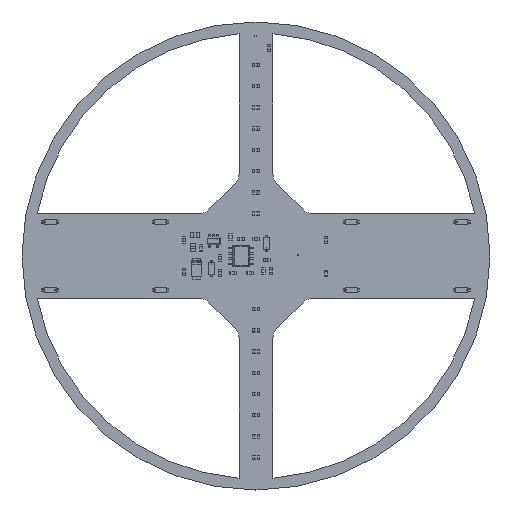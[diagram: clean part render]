
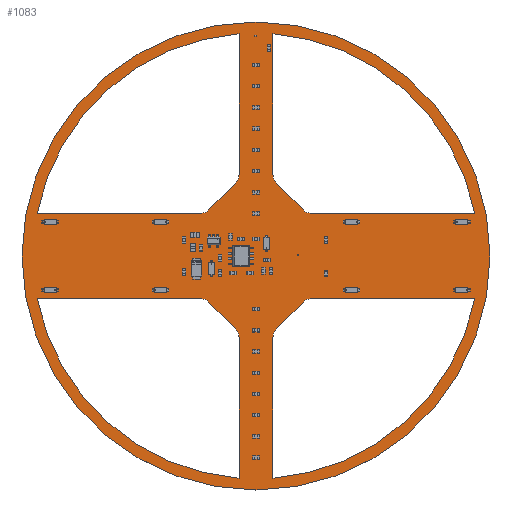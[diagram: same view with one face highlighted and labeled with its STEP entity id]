
A CAD part, top view. The second image highlights one B-rep face of the part: STEP entity #1083.
In plain terms, the highlighted planar face has unit normal (0, 0, 1).
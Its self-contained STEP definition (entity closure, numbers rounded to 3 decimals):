
#248 = VERTEX_POINT('',#249);
#249 = CARTESIAN_POINT('',(55.127,0.,0.411));
#255 = EDGE_CURVE('',#248,#248,#256,.T.);
#256 = CIRCLE('',#257,55.127);
#257 = AXIS2_PLACEMENT_3D('',#258,#259,#260);
#258 = CARTESIAN_POINT('',(0.,0.,0.411));
#259 = DIRECTION('',(0.,0.,1.));
#260 = DIRECTION('',(1.,0.,0.));
#281 = VERTEX_POINT('',#282);
#282 = CARTESIAN_POINT('',(-51.539,-10.,0.411));
#288 = EDGE_CURVE('',#281,#289,#291,.T.);
#289 = VERTEX_POINT('',#290);
#290 = CARTESIAN_POINT('',(-4.,-52.347,0.411));
#291 = CIRCLE('',#292,52.499);
#292 = AXIS2_PLACEMENT_3D('',#293,#294,#295);
#293 = CARTESIAN_POINT('',(-0.001,-0.001,
    0.411));
#294 = DIRECTION('',(0.,0.,1.));
#295 = DIRECTION('',(-0.982,-0.19,0.));
#321 = EDGE_CURVE('',#289,#322,#324,.T.);
#322 = VERTEX_POINT('',#323);
#323 = CARTESIAN_POINT('',(-4.,-19.27,0.411));
#324 = LINE('',#325,#326);
#325 = CARTESIAN_POINT('',(-4.,-52.347,0.411));
#326 = VECTOR('',#327,1.);
#327 = DIRECTION('',(0.,1.,0.));
#352 = EDGE_CURVE('',#322,#353,#355,.T.);
#353 = VERTEX_POINT('',#354);
#354 = CARTESIAN_POINT('',(-4.898,-17.102,0.411));
#355 = CIRCLE('',#356,3.063);
#356 = AXIS2_PLACEMENT_3D('',#357,#358,#359);
#357 = CARTESIAN_POINT('',(-7.063,-19.269,0.411));
#358 = DIRECTION('',(0.,0.,1.));
#359 = DIRECTION('',(1.,0.,0.));
#385 = EDGE_CURVE('',#353,#386,#388,.T.);
#386 = VERTEX_POINT('',#387);
#387 = CARTESIAN_POINT('',(-11.102,-10.898,0.411));
#388 = LINE('',#389,#390);
#389 = CARTESIAN_POINT('',(-4.898,-17.102,0.411));
#390 = VECTOR('',#391,1.);
#391 = DIRECTION('',(-0.707,0.707,0.));
#416 = EDGE_CURVE('',#386,#417,#419,.T.);
#417 = VERTEX_POINT('',#418);
#418 = CARTESIAN_POINT('',(-13.27,-10.,0.411));
#419 = CIRCLE('',#420,3.063);
#420 = AXIS2_PLACEMENT_3D('',#421,#422,#423);
#421 = CARTESIAN_POINT('',(-13.269,-13.063,0.411));
#422 = DIRECTION('',(0.,0.,1.));
#423 = DIRECTION('',(0.707,0.707,0.));
#449 = EDGE_CURVE('',#417,#281,#450,.T.);
#450 = LINE('',#451,#452);
#451 = CARTESIAN_POINT('',(-13.27,-10.,0.411));
#452 = VECTOR('',#453,1.);
#453 = DIRECTION('',(-1.,0.,0.));
#473 = VERTEX_POINT('',#474);
#474 = CARTESIAN_POINT('',(-51.539,10.,0.411));
#480 = EDGE_CURVE('',#473,#481,#483,.T.);
#481 = VERTEX_POINT('',#482);
#482 = CARTESIAN_POINT('',(-13.27,10.,0.411));
#483 = LINE('',#484,#485);
#484 = CARTESIAN_POINT('',(-51.539,10.,0.411));
#485 = VECTOR('',#486,1.);
#486 = DIRECTION('',(1.,0.,0.));
#511 = EDGE_CURVE('',#481,#512,#514,.T.);
#512 = VERTEX_POINT('',#513);
#513 = CARTESIAN_POINT('',(-11.102,10.898,0.411));
#514 = CIRCLE('',#515,3.063);
#515 = AXIS2_PLACEMENT_3D('',#516,#517,#518);
#516 = CARTESIAN_POINT('',(-13.269,13.063,0.411));
#517 = DIRECTION('',(0.,0.,1.));
#518 = DIRECTION('',(0.,-1.,0.));
#544 = EDGE_CURVE('',#512,#545,#547,.T.);
#545 = VERTEX_POINT('',#546);
#546 = CARTESIAN_POINT('',(-4.898,17.102,0.411));
#547 = LINE('',#548,#549);
#548 = CARTESIAN_POINT('',(-11.102,10.898,0.411));
#549 = VECTOR('',#550,1.);
#550 = DIRECTION('',(0.707,0.707,0.));
#575 = EDGE_CURVE('',#545,#576,#578,.T.);
#576 = VERTEX_POINT('',#577);
#577 = CARTESIAN_POINT('',(-4.,19.27,0.411));
#578 = CIRCLE('',#579,3.063);
#579 = AXIS2_PLACEMENT_3D('',#580,#581,#582);
#580 = CARTESIAN_POINT('',(-7.063,19.269,0.411));
#581 = DIRECTION('',(0.,0.,1.));
#582 = DIRECTION('',(0.707,-0.707,0.));
#608 = EDGE_CURVE('',#576,#609,#611,.T.);
#609 = VERTEX_POINT('',#610);
#610 = CARTESIAN_POINT('',(-4.,52.347,0.411));
#611 = LINE('',#612,#613);
#612 = CARTESIAN_POINT('',(-4.,19.27,0.411));
#613 = VECTOR('',#614,1.);
#614 = DIRECTION('',(0.,1.,0.));
#639 = EDGE_CURVE('',#609,#473,#640,.T.);
#640 = CIRCLE('',#641,52.499);
#641 = AXIS2_PLACEMENT_3D('',#642,#643,#644);
#642 = CARTESIAN_POINT('',(-0.001,0.001,
    0.411));
#643 = DIRECTION('',(0.,0.,1.));
#644 = DIRECTION('',(-0.076,0.997,0.));
#665 = VERTEX_POINT('',#666);
#666 = CARTESIAN_POINT('',(51.539,-10.,0.411));
#672 = EDGE_CURVE('',#665,#673,#675,.T.);
#673 = VERTEX_POINT('',#674);
#674 = CARTESIAN_POINT('',(4.,-52.347,0.411));
#675 = CIRCLE('',#676,52.499);
#676 = AXIS2_PLACEMENT_3D('',#677,#678,#679);
#677 = CARTESIAN_POINT('',(0.001,-0.001,
    0.411));
#678 = DIRECTION('',(0.,0.,-1.));
#679 = DIRECTION('',(0.982,-0.19,0.));
#707 = VERTEX_POINT('',#708);
#708 = CARTESIAN_POINT('',(13.27,-10.,0.411));
#714 = EDGE_CURVE('',#707,#665,#715,.T.);
#715 = LINE('',#716,#717);
#716 = CARTESIAN_POINT('',(13.27,-10.,0.411));
#717 = VECTOR('',#718,1.);
#718 = DIRECTION('',(1.,0.,0.));
#738 = VERTEX_POINT('',#739);
#739 = CARTESIAN_POINT('',(11.102,-10.898,0.411));
#745 = EDGE_CURVE('',#738,#707,#746,.T.);
#746 = CIRCLE('',#747,3.063);
#747 = AXIS2_PLACEMENT_3D('',#748,#749,#750);
#748 = CARTESIAN_POINT('',(13.269,-13.063,0.411));
#749 = DIRECTION('',(0.,0.,-1.));
#750 = DIRECTION('',(-0.707,0.707,0.));
#771 = VERTEX_POINT('',#772);
#772 = CARTESIAN_POINT('',(4.898,-17.102,0.411));
#778 = EDGE_CURVE('',#771,#738,#779,.T.);
#779 = LINE('',#780,#781);
#780 = CARTESIAN_POINT('',(4.898,-17.102,0.411));
#781 = VECTOR('',#782,1.);
#782 = DIRECTION('',(0.707,0.707,0.));
#802 = VERTEX_POINT('',#803);
#803 = CARTESIAN_POINT('',(4.,-19.27,0.411));
#809 = EDGE_CURVE('',#802,#771,#810,.T.);
#810 = CIRCLE('',#811,3.063);
#811 = AXIS2_PLACEMENT_3D('',#812,#813,#814);
#812 = CARTESIAN_POINT('',(7.063,-19.269,0.411));
#813 = DIRECTION('',(0.,0.,-1.));
#814 = DIRECTION('',(-1.,0.,0.));
#833 = EDGE_CURVE('',#673,#802,#834,.T.);
#834 = LINE('',#835,#836);
#835 = CARTESIAN_POINT('',(4.,-52.347,0.411));
#836 = VECTOR('',#837,1.);
#837 = DIRECTION('',(0.,1.,0.));
#857 = VERTEX_POINT('',#858);
#858 = CARTESIAN_POINT('',(4.,19.27,0.411));
#864 = EDGE_CURVE('',#857,#865,#867,.T.);
#865 = VERTEX_POINT('',#866);
#866 = CARTESIAN_POINT('',(4.,52.347,0.411));
#867 = LINE('',#868,#869);
#868 = CARTESIAN_POINT('',(4.,19.27,0.411));
#869 = VECTOR('',#870,1.);
#870 = DIRECTION('',(0.,1.,0.));
#897 = VERTEX_POINT('',#898);
#898 = CARTESIAN_POINT('',(4.898,17.102,0.411));
#904 = EDGE_CURVE('',#897,#857,#905,.T.);
#905 = CIRCLE('',#906,3.063);
#906 = AXIS2_PLACEMENT_3D('',#907,#908,#909);
#907 = CARTESIAN_POINT('',(7.063,19.269,0.411));
#908 = DIRECTION('',(0.,0.,-1.));
#909 = DIRECTION('',(-0.707,-0.707,0.));
#930 = VERTEX_POINT('',#931);
#931 = CARTESIAN_POINT('',(11.102,10.898,0.411));
#937 = EDGE_CURVE('',#930,#897,#938,.T.);
#938 = LINE('',#939,#940);
#939 = CARTESIAN_POINT('',(11.102,10.898,0.411));
#940 = VECTOR('',#941,1.);
#941 = DIRECTION('',(-0.707,0.707,0.));
#961 = VERTEX_POINT('',#962);
#962 = CARTESIAN_POINT('',(13.27,10.,0.411));
#968 = EDGE_CURVE('',#961,#930,#969,.T.);
#969 = CIRCLE('',#970,3.063);
#970 = AXIS2_PLACEMENT_3D('',#971,#972,#973);
#971 = CARTESIAN_POINT('',(13.269,13.063,0.411));
#972 = DIRECTION('',(0.,0.,-1.));
#973 = DIRECTION('',(0.,-1.,0.));
#994 = VERTEX_POINT('',#995);
#995 = CARTESIAN_POINT('',(51.539,10.,0.411));
#1001 = EDGE_CURVE('',#994,#961,#1002,.T.);
#1002 = LINE('',#1003,#1004);
#1003 = CARTESIAN_POINT('',(51.539,10.,0.411));
#1004 = VECTOR('',#1005,1.);
#1005 = DIRECTION('',(-1.,0.,0.));
#1023 = EDGE_CURVE('',#865,#994,#1024,.T.);
#1024 = CIRCLE('',#1025,52.499);
#1025 = AXIS2_PLACEMENT_3D('',#1026,#1027,#1028);
#1026 = CARTESIAN_POINT('',(0.001,0.001,
    0.411));
#1027 = DIRECTION('',(0.,0.,-1.));
#1028 = DIRECTION('',(0.076,0.997,0.));
#1083 = ADVANCED_FACE('',(#1084,#1087,#1095,#1103,#1111),#1119,.F.);
#1084 = FACE_BOUND('',#1085,.T.);
#1085 = EDGE_LOOP('',(#1086));
#1086 = ORIENTED_EDGE('',*,*,#255,.T.);
#1087 = FACE_BOUND('',#1088,.F.);
#1088 = EDGE_LOOP('',(#1089,#1090,#1091,#1092,#1093,#1094));
#1089 = ORIENTED_EDGE('',*,*,#288,.T.);
#1090 = ORIENTED_EDGE('',*,*,#321,.T.);
#1091 = ORIENTED_EDGE('',*,*,#352,.T.);
#1092 = ORIENTED_EDGE('',*,*,#385,.T.);
#1093 = ORIENTED_EDGE('',*,*,#416,.T.);
#1094 = ORIENTED_EDGE('',*,*,#449,.T.);
#1095 = FACE_BOUND('',#1096,.F.);
#1096 = EDGE_LOOP('',(#1097,#1098,#1099,#1100,#1101,#1102));
#1097 = ORIENTED_EDGE('',*,*,#480,.T.);
#1098 = ORIENTED_EDGE('',*,*,#511,.T.);
#1099 = ORIENTED_EDGE('',*,*,#544,.T.);
#1100 = ORIENTED_EDGE('',*,*,#575,.T.);
#1101 = ORIENTED_EDGE('',*,*,#608,.T.);
#1102 = ORIENTED_EDGE('',*,*,#639,.T.);
#1103 = FACE_BOUND('',#1104,.F.);
#1104 = EDGE_LOOP('',(#1105,#1106,#1107,#1108,#1109,#1110));
#1105 = ORIENTED_EDGE('',*,*,#672,.F.);
#1106 = ORIENTED_EDGE('',*,*,#714,.F.);
#1107 = ORIENTED_EDGE('',*,*,#745,.F.);
#1108 = ORIENTED_EDGE('',*,*,#778,.F.);
#1109 = ORIENTED_EDGE('',*,*,#809,.F.);
#1110 = ORIENTED_EDGE('',*,*,#833,.F.);
#1111 = FACE_BOUND('',#1112,.F.);
#1112 = EDGE_LOOP('',(#1113,#1114,#1115,#1116,#1117,#1118));
#1113 = ORIENTED_EDGE('',*,*,#864,.F.);
#1114 = ORIENTED_EDGE('',*,*,#904,.F.);
#1115 = ORIENTED_EDGE('',*,*,#937,.F.);
#1116 = ORIENTED_EDGE('',*,*,#968,.F.);
#1117 = ORIENTED_EDGE('',*,*,#1001,.F.);
#1118 = ORIENTED_EDGE('',*,*,#1023,.F.);
#1119 = PLANE('',#1120);
#1120 = AXIS2_PLACEMENT_3D('',#1121,#1122,#1123);
#1121 = CARTESIAN_POINT('',(55.127,0.,0.411));
#1122 = DIRECTION('',(0.,0.,-1.));
#1123 = DIRECTION('',(-1.,0.,0.));
